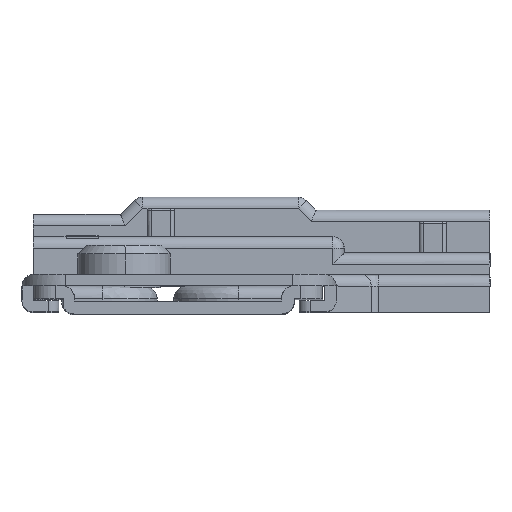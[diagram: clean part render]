
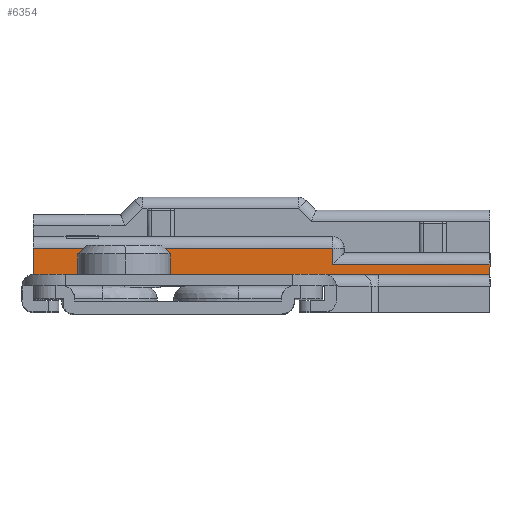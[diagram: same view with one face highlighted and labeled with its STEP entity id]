
A CAD part, top view. The second image highlights one B-rep face of the part: STEP entity #6354.
In plain terms, the highlighted planar face has unit normal (0, 0, 1).
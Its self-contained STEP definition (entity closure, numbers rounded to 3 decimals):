
#253 = VECTOR ( 'NONE', #11447, 1000. ) ;
#602 = CARTESIAN_POINT ( 'NONE',  ( 34.722, 0.95, 8.5 ) ) ;
#1088 = FACE_OUTER_BOUND ( 'NONE', #2484, .T. ) ;
#1113 = CARTESIAN_POINT ( 'NONE',  ( 27.53, 1.225, 8.5 ) ) ;
#1208 = LINE ( 'NONE', #9847, #5142 ) ;
#1308 = ORIENTED_EDGE ( 'NONE', *, *, #12969, .T. ) ;
#1964 = VERTEX_POINT ( 'NONE', #8827 ) ;
#2227 = DIRECTION ( 'NONE',  ( 0., -1., 0. ) ) ;
#2484 = EDGE_LOOP ( 'NONE', ( #3799, #5214, #12954, #1308, #7634, #3345 ) ) ;
#2844 = CARTESIAN_POINT ( 'NONE',  ( 27.53, 0.95, 8.5 ) ) ;
#2927 = VERTEX_POINT ( 'NONE', #11495 ) ;
#3034 = DIRECTION ( 'NONE',  ( -1., 0., 0. ) ) ;
#3345 = ORIENTED_EDGE ( 'NONE', *, *, #6967, .F. ) ;
#3403 = LINE ( 'NONE', #1113, #5688 ) ;
#3422 = CARTESIAN_POINT ( 'NONE',  ( 0., 2.25, 8.5 ) ) ;
#3799 = ORIENTED_EDGE ( 'NONE', *, *, #7945, .T. ) ;
#4146 = CARTESIAN_POINT ( 'NONE',  ( 42., 0.95, 8.5 ) ) ;
#5024 = CARTESIAN_POINT ( 'NONE',  ( 0., 0., 8.5 ) ) ;
#5028 = LINE ( 'NONE', #602, #7455 ) ;
#5142 = VECTOR ( 'NONE', #2227, 1000. ) ;
#5214 = ORIENTED_EDGE ( 'NONE', *, *, #12292, .F. ) ;
#5534 = CARTESIAN_POINT ( 'NONE',  ( 21., 0., 8.5 ) ) ;
#5688 = VECTOR ( 'NONE', #7627, 1000. ) ;
#5699 = LINE ( 'NONE', #3422, #7295 ) ;
#5793 = AXIS2_PLACEMENT_3D ( 'NONE', #11661, #7599, #11944 ) ;
#5883 = LINE ( 'NONE', #13584, #253 ) ;
#6174 = VERTEX_POINT ( 'NONE', #2844 ) ;
#6354 = ADVANCED_FACE ( 'NONE', ( #1088 ), #9589, .F. ) ;
#6834 = DIRECTION ( 'NONE',  ( 0., -1., 0. ) ) ;
#6967 = EDGE_CURVE ( 'NONE', #10799, #1964, #1208, .T. ) ;
#7295 = VECTOR ( 'NONE', #6834, 1000. ) ;
#7455 = VECTOR ( 'NONE', #3034, 1000. ) ;
#7599 = DIRECTION ( 'NONE',  ( 0., 0., -1. ) ) ;
#7627 = DIRECTION ( 'NONE',  ( 0., -1., 0. ) ) ;
#7634 = ORIENTED_EDGE ( 'NONE', *, *, #9739, .F. ) ;
#7827 = LINE ( 'NONE', #5534, #12130 ) ;
#7945 = EDGE_CURVE ( 'NONE', #10799, #6174, #5028, .T. ) ;
#8406 = VERTEX_POINT ( 'NONE', #11453 ) ;
#8748 = EDGE_CURVE ( 'NONE', #8406, #2927, #5883, .T. ) ;
#8750 = DIRECTION ( 'NONE',  ( -1., 0., 0. ) ) ;
#8827 = CARTESIAN_POINT ( 'NONE',  ( 42., 0., 8.5 ) ) ;
#9589 = PLANE ( 'NONE',  #5793 ) ;
#9739 = EDGE_CURVE ( 'NONE', #1964, #13804, #7827, .T. ) ;
#9847 = CARTESIAN_POINT ( 'NONE',  ( 42., 1.225, 8.5 ) ) ;
#10799 = VERTEX_POINT ( 'NONE', #4146 ) ;
#11447 = DIRECTION ( 'NONE',  ( -1., 0., 0. ) ) ;
#11453 = CARTESIAN_POINT ( 'NONE',  ( 27.53, 2.45, 8.5 ) ) ;
#11495 = CARTESIAN_POINT ( 'NONE',  ( 0., 2.45, 8.5 ) ) ;
#11661 = CARTESIAN_POINT ( 'NONE',  ( 42., 0., 8.5 ) ) ;
#11944 = DIRECTION ( 'NONE',  ( -1., 0., 0. ) ) ;
#12130 = VECTOR ( 'NONE', #8750, 1000. ) ;
#12292 = EDGE_CURVE ( 'NONE', #8406, #6174, #3403, .T. ) ;
#12954 = ORIENTED_EDGE ( 'NONE', *, *, #8748, .T. ) ;
#12969 = EDGE_CURVE ( 'NONE', #2927, #13804, #5699, .T. ) ;
#13584 = CARTESIAN_POINT ( 'NONE',  ( 13.765, 2.45, 8.5 ) ) ;
#13804 = VERTEX_POINT ( 'NONE', #5024 ) ;
